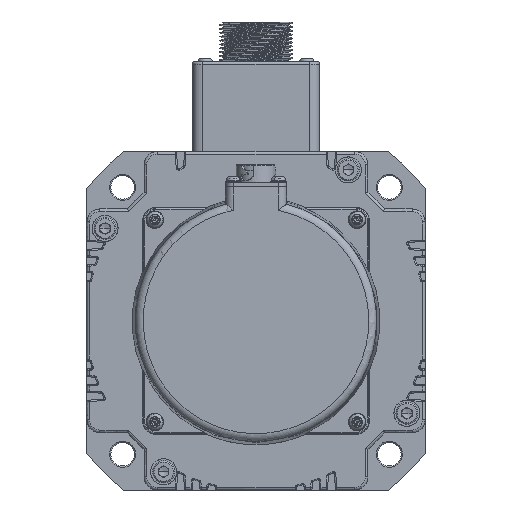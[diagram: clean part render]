
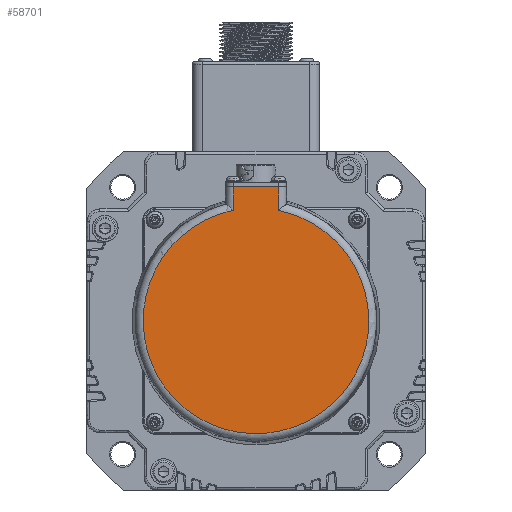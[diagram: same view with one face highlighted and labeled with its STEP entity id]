
A CAD part, front view. The second image highlights one B-rep face of the part: STEP entity #58701.
In plain terms, the highlighted planar face has unit normal (0, -1, 0).
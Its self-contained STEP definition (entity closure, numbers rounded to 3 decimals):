
#53276=CARTESIAN_POINT('',(8.67,-68.,-13.5));
#53277=VERTEX_POINT('',#53276);
#53285=CARTESIAN_POINT('',(8.67,-68.,-22.53));
#53286=VERTEX_POINT('',#53285);
#53287=CARTESIAN_POINT('',(8.67,-68.,-13.5));
#53288=DIRECTION('',(0.,0.,-1.));
#53289=VECTOR('',#53288,9.03);
#53290=LINE('',#53287,#53289);
#53291=EDGE_CURVE('',#53277,#53286,#53290,.T.);
#53310=CARTESIAN_POINT('',(-8.67,-68.,-22.53));
#53311=VERTEX_POINT('',#53310);
#53312=CARTESIAN_POINT('',(8.67,-68.,-22.53));
#53313=CARTESIAN_POINT('',(14.353,-68.,-23.69));
#53314=CARTESIAN_POINT('',(19.747,-68.,-25.98));
#53315=CARTESIAN_POINT('',(29.572,-68.,-32.724));
#53316=CARTESIAN_POINT('',(33.823,-68.,-37.21));
#53317=CARTESIAN_POINT('',(40.185,-68.,-47.641));
#53318=CARTESIAN_POINT('',(42.227,-68.,-53.466));
#53319=CARTESIAN_POINT('',(43.779,-68.,-65.652));
#53320=CARTESIAN_POINT('',(43.24,-68.,-71.879));
#53321=CARTESIAN_POINT('',(39.608,-68.,-83.648));
#53322=CARTESIAN_POINT('',(36.573,-68.,-89.062));
#53323=CARTESIAN_POINT('',(28.498,-68.,-98.22));
#53324=CARTESIAN_POINT('',(23.571,-68.,-101.88));
#53325=CARTESIAN_POINT('',(12.463,-68.,-106.968));
#53326=CARTESIAN_POINT('',(6.395,-68.,-108.31));
#53327=CARTESIAN_POINT('',(-5.922,-68.,-108.381));
#53328=CARTESIAN_POINT('',(-12.03,-68.,-107.098));
#53329=CARTESIAN_POINT('',(-23.229,-68.,-102.099));
#53330=CARTESIAN_POINT('',(-28.207,-68.,-98.472));
#53331=CARTESIAN_POINT('',(-36.363,-68.,-89.375));
#53332=CARTESIAN_POINT('',(-39.439,-68.,-83.999));
#53333=CARTESIAN_POINT('',(-43.181,-68.,-72.26));
#53334=CARTESIAN_POINT('',(-43.775,-68.,-66.021));
#53335=CARTESIAN_POINT('',(-42.317,-68.,-53.802));
#53336=CARTESIAN_POINT('',(-40.32,-68.,-47.957));
#53337=CARTESIAN_POINT('',(-34.039,-68.,-37.477));
#53338=CARTESIAN_POINT('',(-29.827,-68.,-32.961));
#53339=CARTESIAN_POINT('',(-19.964,-68.,-26.072));
#53340=CARTESIAN_POINT('',(-14.468,-68.,-23.714));
#53341=CARTESIAN_POINT('',(-8.67,-68.,-22.53));
#53342=B_SPLINE_CURVE_WITH_KNOTS('',3,(#53312,#53313,#53314,#53315,#53316,#53317,#53318,#53319,#53320,#53321,#53322,#53323,#53324,#53325,#53326,#53327,#53328,#53329,#53330,#53331,#53332,#53333,#53334,#53335,#53336,#53337,#53338,#53339,#53340,#53341),.UNSPECIFIED.,.F.,.U.,(4,2,2,2,2,2,2,2,2,2,2,2,2,2,4),(0.,0.068,0.14,0.211,0.284,0.356,0.427,0.499,0.571,0.643,0.715,0.787,0.859,0.931,1.),.UNSPECIFIED.);
#53343=EDGE_CURVE('',#53286,#53311,#53342,.T.);
#53367=CARTESIAN_POINT('',(-8.67,-68.,-13.5));
#53368=VERTEX_POINT('',#53367);
#53369=CARTESIAN_POINT('',(-8.67,-68.,-22.53));
#53370=DIRECTION('',(0.,0.,1.));
#53371=VECTOR('',#53370,9.03);
#53372=LINE('',#53369,#53371);
#53373=EDGE_CURVE('',#53311,#53368,#53372,.T.);
#58685=CARTESIAN_POINT('',(0.002,-68.,-61.225));
#58686=DIRECTION('',(0.,0.,-1.));
#58687=DIRECTION('',(0.,-1.,0.));
#58688=AXIS2_PLACEMENT_3D('',#58685,#58687,#58686);
#58689=PLANE('',#58688);
#58690=CARTESIAN_POINT('',(8.67,-68.,-13.5));
#58691=DIRECTION('',(-1.,0.,0.));
#58692=VECTOR('',#58691,17.34);
#58693=LINE('',#58690,#58692);
#58694=EDGE_CURVE('',#53277,#53368,#58693,.T.);
#58695=ORIENTED_EDGE('',*,*,#58694,.T.);
#58696=ORIENTED_EDGE('',*,*,#53373,.F.);
#58697=ORIENTED_EDGE('',*,*,#53343,.F.);
#58698=ORIENTED_EDGE('',*,*,#53291,.F.);
#58699=EDGE_LOOP('',(#58695,#58696,#58697,#58698));
#58700=FACE_OUTER_BOUND('',#58699,.T.);
#58701=ADVANCED_FACE('',(#58700),#58689,.T.);
